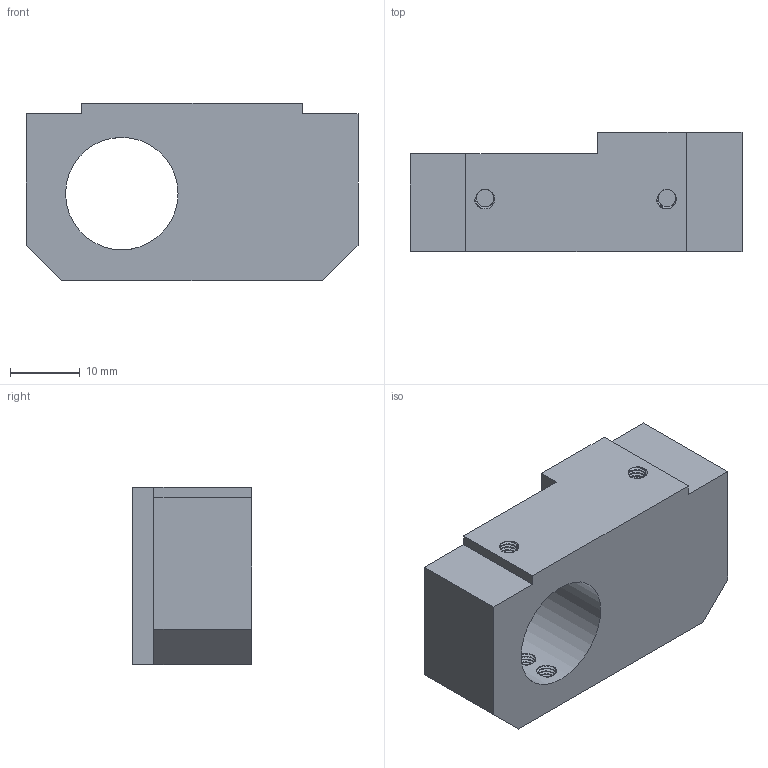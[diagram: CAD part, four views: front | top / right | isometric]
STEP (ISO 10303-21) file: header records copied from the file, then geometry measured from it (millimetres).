
FILE_DESCRIPTION(/* description */ (''),/* implementation_level */ '2;1');
FILE_NAME(/* name */ 'SolidCore BLTOUCH Hotend Mount.step',/* time_stamp */ '2021-01-17T12:18:51-06:00',/* author */ (''),/* organization */ (''),/* preprocessor_version */ 'ST-DEVELOPER v18.1',/* originating_system */ 'Autodesk Translation Framework v9.7.1.1290',/* authorisation */ '');
FILE_SCHEMA (('AUTOMOTIVE_DESIGN { 1 0 10303 214 3 1 1 }'));
Length unit declared in the file: inch
Products named in the file (1): SolidCore BLTOUCH Hotend
Bounding box: 47.5 x 17.05 x 25.4 mm (x, y, z)
Volume: 14655.1 mm3; surface area: 5270.5 mm2
Topology: 1 solids, 1 shells, 183 faces, 534 edges, 356 vertices
Faces by surface type: cylinder 145, plane 24, bspline 14
Full cylindrical faces by diameter (mm): 2.529 x40, 3.086 x17, 16.1 x1
Entity records: 14260 total; most frequent: CARTESIAN_POINT 10026, ORIENTED_EDGE 1068, DIRECTION 572, EDGE_CURVE 534, VERTEX_POINT 356, B_SPLINE_CURVE_WITH_KNOTS 331, AXIS2_PLACEMENT_3D 199, EDGE_LOOP 196
